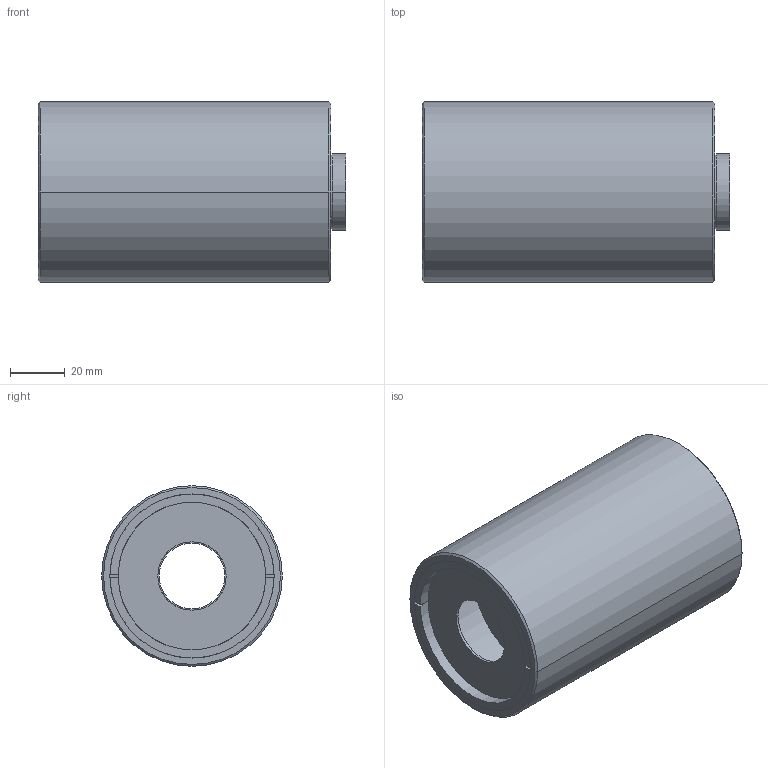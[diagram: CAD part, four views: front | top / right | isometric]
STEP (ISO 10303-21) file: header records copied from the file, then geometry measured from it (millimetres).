
FILE_DESCRIPTION(/* description */ ('VariCAD 2015-1.09 AP-214'),/* implementation_level */ '2;1');
FILE_NAME(/* name */ 'TMNX-25.stp',/* time_stamp */ '2015-05-26T09:07:07+09:00',/* author */ (''),/* organization */ (''),/* preprocessor_version */ 'ST-DEVELOPER v14',/* originating_system */ 'VariCAD 2015-1.09; kernel version (20130303)',/* authorisation */ '');
FILE_SCHEMA (('AUTOMOTIVE_DESIGN'));
Length unit declared in the file: millimetre
Products named in the file (2): TMNX-25
Assembly tree (1 placements, depth 2):
  TMNX-25
    TMNX-25
Bounding box: 112.5 x 66 x 66 mm (x, y, z)
Volume: 125951.1 mm3; surface area: 62459.5 mm2
Topology: 1 solids, 1 shells, 66 faces, 150 edges, 98 vertices
Faces by surface type: cylinder 38, plane 24, cone 4
Entity records: 1988 total; most frequent: DIRECTION 372, CARTESIAN_POINT 362, ORIENTED_EDGE 300, AXIS2_PLACEMENT_3D 154, EDGE_CURVE 150, VERTEX_POINT 98, CIRCLE 84, EDGE_LOOP 80
